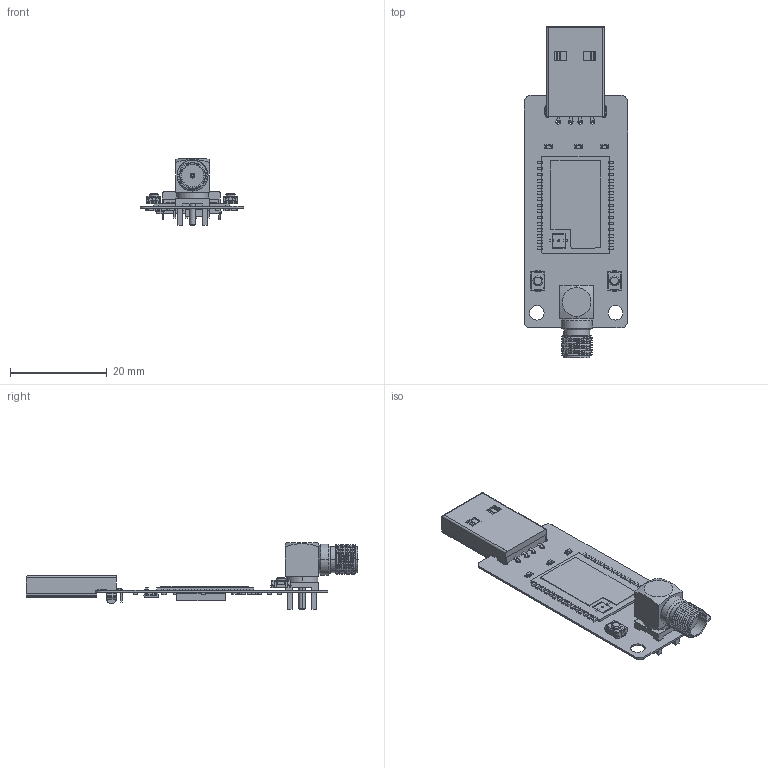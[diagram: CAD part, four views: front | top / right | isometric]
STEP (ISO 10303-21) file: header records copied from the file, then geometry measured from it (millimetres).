
FILE_DESCRIPTION(('Open CASCADE Model'),'2;1');
FILE_NAME('Open CASCADE Shape Model','2024-10-16T10:55:55',('Author'),( 'Open CASCADE'),'Open CASCADE STEP processor 7.5','Open CASCADE 7.5' ,'Unknown');
FILE_SCHEMA(('AUTOMOTIVE_DESIGN { 1 0 10303 214 1 1 1 1 }'));
Length unit declared in the file: millimetre
Products named in the file (61): PCB; Board; Open CASCADE STEP translator 7.5 1.1.1; U2; CircuitWorks-SOT-23-5; U1; 6332591872; Extruded; RST BT1; TL1015AF160QG--3DModel-STEP-520916; R7; SW3DPS-RESISTOR 0603-DEFAULT; R6; R4; R3; R2; R1; PA_BT1; L3; User Library-LED_0603_R; User Library-LED_0603_R_Pocket002; User Library-LED_0603_R_Pad004; User Library-LED_0603_R_Fillet; User Library-LED_0603_R_Pocket001; User Library-LED_0603_R_Pad; L2; C12; C11; C10; C9; C8; C7; C6; C5; C3; C1; C2; C4; CN1; a-usb_a-lp-c ...
Assembly tree (111 placements, depth 4):
  PCB
    Board
      Open CASCADE STEP translator 7.5 1.1.1
    U2
      CircuitWorks-SOT-23-5
    U1
      6332591872
        Extruded
    RST BT1
      TL1015AF160QG--3DModel-STEP-520916
    R7
      SW3DPS-RESISTOR 0603-DEFAULT
    R6
      SW3DPS-RESISTOR 0603-DEFAULT
    R4
      SW3DPS-RESISTOR 0603-DEFAULT
    R3
      SW3DPS-RESISTOR 0603-DEFAULT
    R2
      SW3DPS-RESISTOR 0603-DEFAULT
    R1
      SW3DPS-RESISTOR 0603-DEFAULT
    PA_BT1
      TL1015AF160QG--3DModel-STEP-520916
    L3
      User Library-LED_0603_R
        User Library-LED_0603_R_Pocket002
        User Library-LED_0603_R_Pad004
        User Library-LED_0603_R_Fillet
        User Library-LED_0603_R_Pocket001
        User Library-LED_0603_R_Pad
    L2
      User Library-LED_0603_R
        User Library-LED_0603_R_Pocket002
        User Library-LED_0603_R_Pad004
        User Library-LED_0603_R_Fillet
        User Library-LED_0603_R_Pocket001
        User Library-LED_0603_R_Pad
    C12
      SW3DPS-RESISTOR 0603-DEFAULT
    C11
      SW3DPS-RESISTOR 0603-DEFAULT
    C10
      SW3DPS-RESISTOR 0603-DEFAULT
    C9
      SW3DPS-RESISTOR 0603-DEFAULT
    C8
      SW3DPS-RESISTOR 0603-DEFAULT
    C7
      SW3DPS-RESISTOR 0603-DEFAULT
    C6
      SW3DPS-RESISTOR 0603-DEFAULT
    C5
      SW3DPS-RESISTOR 0603-DEFAULT
    C3
      SW3DPS-RESISTOR 0603-DEFAULT
    C1
      SW3DPS-RESISTOR 0603-DEFAULT
    C2
      SW3DPS-RESISTOR 0603-DEFAULT
Bounding box: 21.36 x 68.8 x 13.8 mm (x, y, z)
Volume: 2062.6 mm3; surface area: 5557.1 mm2
Topology: 76 solids, 81 shells, 1558 faces, 3969 edges, 2596 vertices
Faces by surface type: plane 1241, cylinder 285, cone 16, torus 6, revolution 4, sphere 4, bspline 2
Full cylindrical faces by diameter (mm): 0.4 x1, 0.6 x2, 0.8 x2, 1 x4, 1.2 x7, 2 x2, 2.05 x2, 2.5 x2, 3 x2
Entity records: 32325 total; most frequent: CARTESIAN_POINT 5399, DIRECTION 4223, ORIENTED_EDGE 4158, EDGE_CURVE 2080, LINE 1555, VECTOR 1555, VERTEX_POINT 1359, AXIS2_PLACEMENT_3D 1333
